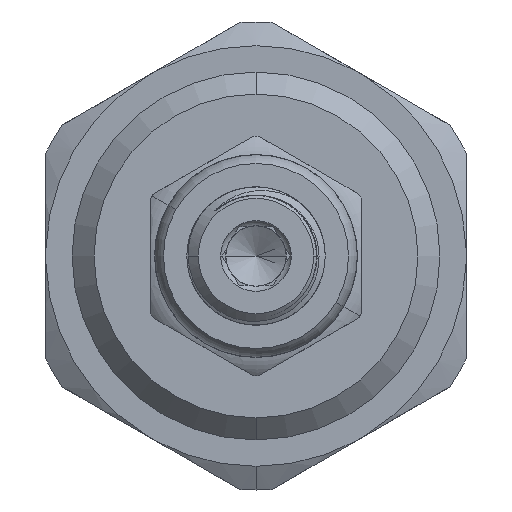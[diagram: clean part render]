
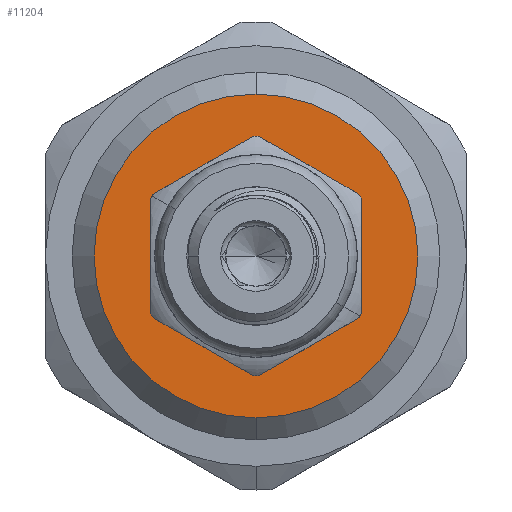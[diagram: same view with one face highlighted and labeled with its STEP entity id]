
A CAD part, left-side view. The second image highlights one B-rep face of the part: STEP entity #11204.
In plain terms, the highlighted planar face has unit normal (-1, 0, 0).
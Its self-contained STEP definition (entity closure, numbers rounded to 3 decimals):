
#26 = AXIS2_PLACEMENT_3D ( 'NONE', #742, #749, #747 ) ;
#742 = CARTESIAN_POINT ( 'NONE',  ( -84.135, 1.185, 0. ) ) ;
#747 = DIRECTION ( 'NONE',  ( 0., 0., -1. ) ) ;
#749 = DIRECTION ( 'NONE',  ( 1., 0., 0. ) ) ;
#879 = ORIENTED_EDGE ( 'NONE', *, *, #5876, .F. ) ;
#881 = ORIENTED_EDGE ( 'NONE', *, *, #7526, .T. ) ;
#882 = ORIENTED_EDGE ( 'NONE', *, *, #7452, .F. ) ;
#885 = ORIENTED_EDGE ( 'NONE', *, *, #5710, .T. ) ;
#2791 = VERTEX_POINT ( 'NONE', #8433 ) ;
#2816 = VERTEX_POINT ( 'NONE', #8396 ) ;
#2819 = VERTEX_POINT ( 'NONE', #8561 ) ;
#3540 = AXIS2_PLACEMENT_3D ( 'NONE', #9536, #9537, #9538 ) ;
#4329 = AXIS2_PLACEMENT_3D ( 'NONE', #7993, #8003, #8002 ) ;
#5654 = AXIS2_PLACEMENT_3D ( 'NONE', #9945, #9946, #9947 ) ;
#5710 = EDGE_CURVE ( 'NONE', #7200, #2791, #7803, .T. ) ;
#5876 = EDGE_CURVE ( 'NONE', #2816, #2819, #6491, .T. ) ;
#6491 = CIRCLE ( 'NONE', #26, 11. ) ;
#6549 = EDGE_LOOP ( 'NONE', ( #879, #882 ) ) ;
#7199 = EDGE_LOOP ( 'NONE', ( #881, #885 ) ) ;
#7200 = VERTEX_POINT ( 'NONE', #9145 ) ;
#7452 = EDGE_CURVE ( 'NONE', #2819, #2816, #13067, .T. ) ;
#7526 = EDGE_CURVE ( 'NONE', #2791, #7200, #12913, .T. ) ;
#7803 = CIRCLE ( 'NONE', #4329, 6.875 ) ;
#7993 = CARTESIAN_POINT ( 'NONE',  ( -84.135, 1.185, 0. ) ) ;
#8002 = DIRECTION ( 'NONE',  ( 0., -0.866, -0.5 ) ) ;
#8003 = DIRECTION ( 'NONE',  ( 1., 0., 0. ) ) ;
#8396 = CARTESIAN_POINT ( 'NONE',  ( -84.135, 1.185, -11. ) ) ;
#8433 = CARTESIAN_POINT ( 'NONE',  ( -84.135, 7.139, 3.437 ) ) ;
#8561 = CARTESIAN_POINT ( 'NONE',  ( -84.135, 1.185, 11. ) ) ;
#9145 = CARTESIAN_POINT ( 'NONE',  ( -84.135, -4.769, -3.438 ) ) ;
#9536 = CARTESIAN_POINT ( 'NONE',  ( -84.135, 1.185, 0. ) ) ;
#9537 = DIRECTION ( 'NONE',  ( 1., 0., 0. ) ) ;
#9538 = DIRECTION ( 'NONE',  ( 0., 0., -1. ) ) ;
#9945 = CARTESIAN_POINT ( 'NONE',  ( -84.135, 1.185, 0. ) ) ;
#9946 = DIRECTION ( 'NONE',  ( 1., 0., 0. ) ) ;
#9947 = DIRECTION ( 'NONE',  ( 0., -0.866, -0.5 ) ) ;
#11204 = ADVANCED_FACE ( 'NONE', ( #13038, #13055 ), #12701, .F. ) ;
#11268 = AXIS2_PLACEMENT_3D ( 'NONE', #12698, #12703, #12704 ) ;
#12698 = CARTESIAN_POINT ( 'NONE',  ( -84.135, 1.185, 11. ) ) ;
#12701 = PLANE ( 'NONE',  #11268 ) ;
#12703 = DIRECTION ( 'NONE',  ( 1., 0., 0. ) ) ;
#12704 = DIRECTION ( 'NONE',  ( 0., 0., -1. ) ) ;
#12913 = CIRCLE ( 'NONE', #5654, 6.875 ) ;
#13038 = FACE_OUTER_BOUND ( 'NONE', #6549, .T. ) ;
#13055 = FACE_BOUND ( 'NONE', #7199, .T. ) ;
#13067 = CIRCLE ( 'NONE', #3540, 11. ) ;
